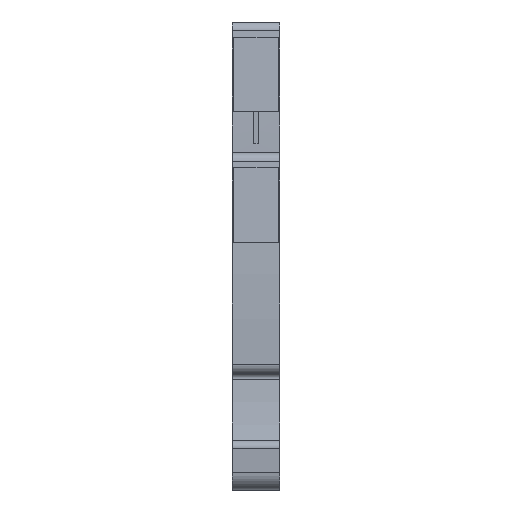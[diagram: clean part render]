
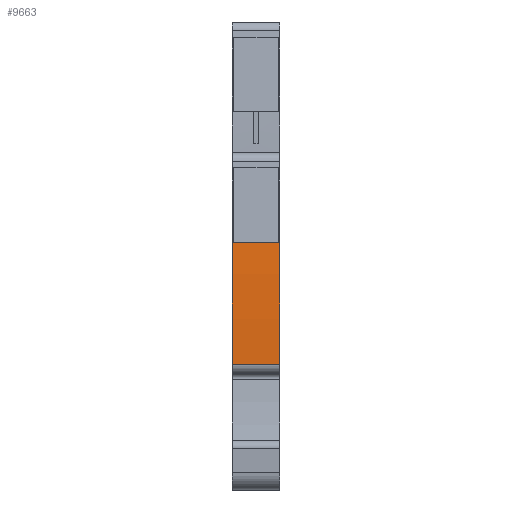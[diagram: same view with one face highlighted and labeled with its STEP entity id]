
A CAD part, front view. The second image highlights one B-rep face of the part: STEP entity #9663.
In plain terms, the highlighted cylindrical face has radius 151.052 mm (diameter 302.104 mm), a partial arc.
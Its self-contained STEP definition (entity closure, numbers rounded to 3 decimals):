
#1613=AXIS2_PLACEMENT_3D('Circle Axis2P3D',#1611,#1612,$) ;
#5527=AXIS2_PLACEMENT_3D('Circle Axis2P3D',#5525,#5526,$) ;
#9650=AXIS2_PLACEMENT_3D('Cylinder Axis2P3D',#9647,#9648,#9649) ;
#1608=CARTESIAN_POINT('Vertex',(5.1,1.887,28.054)) ;
#1611=CARTESIAN_POINT('Axis2P3D Location',(5.1,152.538,17.05)) ;
#1615=CARTESIAN_POINT('Vertex',(5.1,1.529,13.426)) ;
#5522=CARTESIAN_POINT('Vertex',(0.,1.529,13.426)) ;
#5525=CARTESIAN_POINT('Axis2P3D Location',(0.,152.538,17.05)) ;
#5529=CARTESIAN_POINT('Vertex',(0.,1.887,28.054)) ;
#9635=CARTESIAN_POINT('Line Origine',(2.55,1.887,28.054)) ;
#9647=CARTESIAN_POINT('Axis2P3D Location',(2.55,152.538,17.05)) ;
#9652=CARTESIAN_POINT('Line Origine',(2.55,1.529,13.426)) ;
#1612=DIRECTION('Axis2P3D Direction',(1.,0.,0.)) ;
#5526=DIRECTION('Axis2P3D Direction',(1.,0.,0.)) ;
#9636=DIRECTION('Vector Direction',(1.,0.,0.)) ;
#9648=DIRECTION('Axis2P3D Direction',(1.,0.,0.)) ;
#9649=DIRECTION('Axis2P3D XDirection',(0.,-0.996,0.089)) ;
#9653=DIRECTION('Vector Direction',(1.,0.,0.)) ;
#9637=VECTOR('Line Direction',#9636,1.) ;
#9654=VECTOR('Line Direction',#9653,1.) ;
#9658=ORIENTED_EDGE('',*,*,#9656,.F.) ;
#9659=ORIENTED_EDGE('',*,*,#1617,.F.) ;
#9660=ORIENTED_EDGE('',*,*,#9639,.T.) ;
#9661=ORIENTED_EDGE('',*,*,#5531,.T.) ;
#9663=ADVANCED_FACE('MLD',(#9662),#9651,.T.) ;
#1614=CIRCLE('generated circle',#1613,151.052) ;
#5528=CIRCLE('generated circle',#5527,151.052) ;
#9651=CYLINDRICAL_SURFACE('generated cylinder',#9650,151.052) ;
#1617=EDGE_CURVE('',#1609,#1616,#1614,.T.) ;
#5531=EDGE_CURVE('',#5530,#5523,#5528,.T.) ;
#9639=EDGE_CURVE('',#1609,#5530,#9638,.F.) ;
#9656=EDGE_CURVE('',#1616,#5523,#9655,.F.) ;
#9657=EDGE_LOOP('',(#9658,#9659,#9660,#9661)) ;
#9662=FACE_OUTER_BOUND('',#9657,.T.) ;
#9638=LINE('Line',#9635,#9637) ;
#9655=LINE('Line',#9652,#9654) ;
#1609=VERTEX_POINT('',#1608) ;
#1616=VERTEX_POINT('',#1615) ;
#5523=VERTEX_POINT('',#5522) ;
#5530=VERTEX_POINT('',#5529) ;
